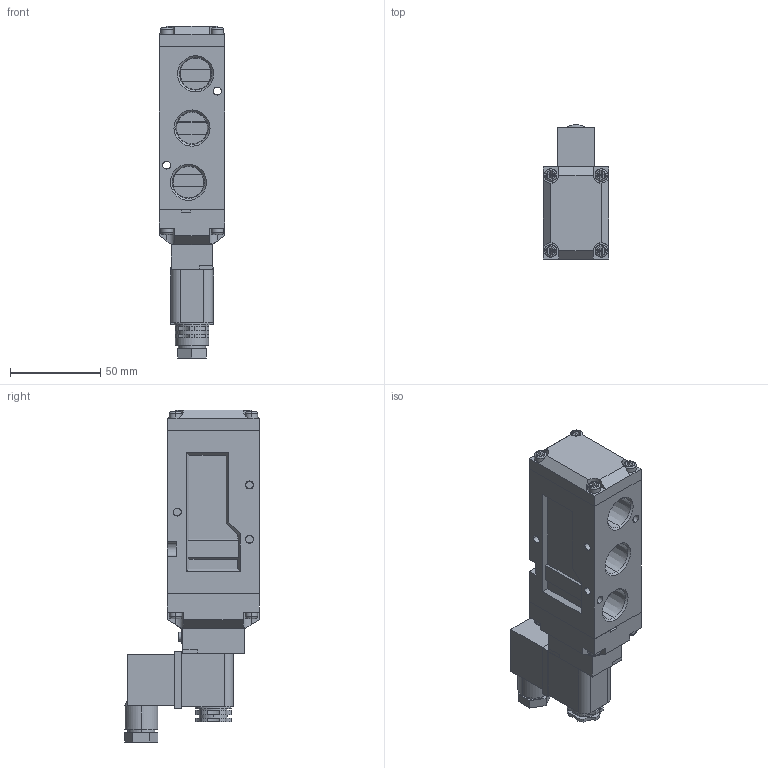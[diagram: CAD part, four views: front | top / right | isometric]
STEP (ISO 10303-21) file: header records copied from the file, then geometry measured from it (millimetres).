
FILE_DESCRIPTION (( 'STEP AP203' ), '1' );
FILE_NAME ('SF6101-IP-SC2-CN2.STEP', '2016-01-05T00:55:54', ( 'yrd8' ), ( '' ), 'SwSTEP 2.0', 'SolidWorks 2008', '' );
FILE_SCHEMA (( 'CONFIG_CONTROL_DESIGN' ));
Length unit declared in the file: millimetre
Products named in the file (6): SF6101-IP-SC2-CN2; SF6000 Body_ル遽; SF6000 Semi Pilot_ル遽; SF6000 Pilot_ル遽; CN2_ル遽; SF6000 Body Cover_ル遽
Assembly tree (5 placements, depth 2):
  SF6101-IP-SC2-CN2
    SF6000 Body_ル遽
    SF6000 Pilot_ル遽
    SF6000 Body Cover_ル遽
    SF6000 Semi Pilot_ル遽
    CN2_ル遽
Bounding box: 36.5 x 74.7 x 183.8 mm (x, y, z)
Volume: 238952.8 mm3; surface area: 56492.2 mm2
Topology: 5 solids, 5 shells, 560 faces, 1423 edges, 920 vertices
Faces by surface type: plane 371, cylinder 104, cone 69, torus 16
Entity records: 17568 total; most frequent: CARTESIAN_POINT 3384, ORIENTED_EDGE 2846, DIRECTION 2772, EDGE_CURVE 1423, AXIS2_PLACEMENT_3D 926, LINE 920, VECTOR 920, VERTEX_POINT 920
